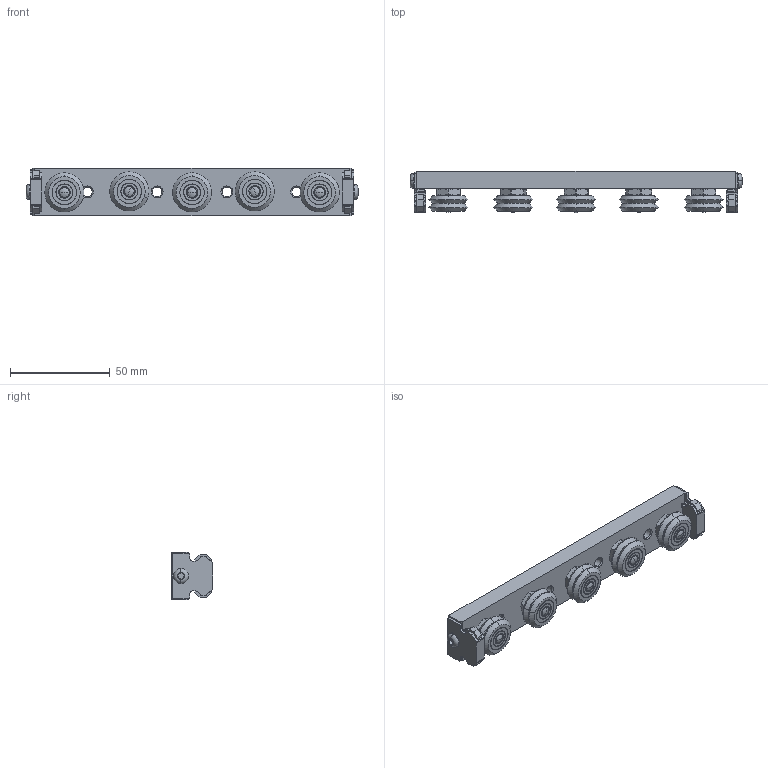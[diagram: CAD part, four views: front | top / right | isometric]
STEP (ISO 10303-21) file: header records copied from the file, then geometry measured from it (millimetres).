
FILE_DESCRIPTION (( 'STEP AP203' ), '1' );
FILE_NAME ('LUV-1-5W.step', '2024-05-13T17:27:05', ( '' ), ( '' ), 'SwSTEP 2.0', 'SolidWorks 2023', '' );
FILE_SCHEMA (( 'CONFIG_CONTROL_DESIGN' ));
Length unit declared in the file: millimetre
Products named in the file (1): LUV-1-5W
Bounding box: 166.45 x 20.73 x 24 mm (x, y, z)
Volume: 46470.7 mm3; surface area: 24827.9 mm2
Topology: 10 solids, 10 shells, 942 faces, 2161 edges, 1303 vertices
Faces by surface type: cylinder 278, plane 262, bspline 198, cone 190, torus 14
Entity records: 34942 total; most frequent: CARTESIAN_POINT 14441, ORIENTED_EDGE 4294, DIRECTION 4279, EDGE_CURVE 2147, AXIS2_PLACEMENT_3D 1741, VERTEX_POINT 1303, EDGE_LOOP 1042, CIRCLE 996
